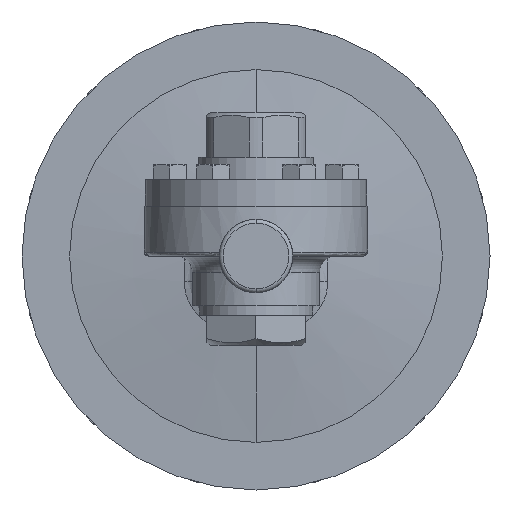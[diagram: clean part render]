
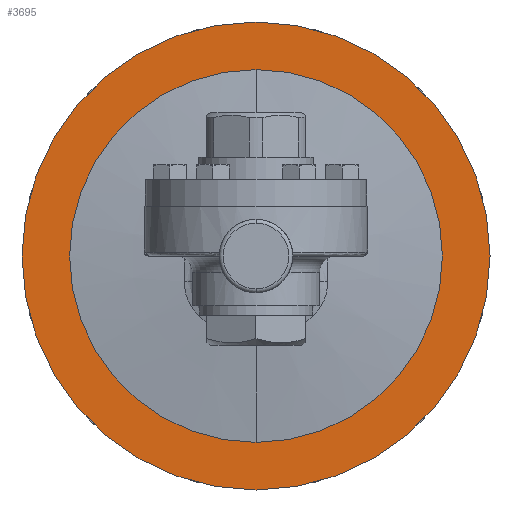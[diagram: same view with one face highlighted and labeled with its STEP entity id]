
A CAD part, front view. The second image highlights one B-rep face of the part: STEP entity #3695.
In plain terms, the highlighted planar face has unit normal (0, -1, 0).
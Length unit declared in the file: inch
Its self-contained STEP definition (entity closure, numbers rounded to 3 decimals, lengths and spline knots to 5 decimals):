
#304 = CIRCLE ( 'NONE', #12691, 3.565 ) ;
#891 = EDGE_CURVE ( 'NONE', #12831, #4612, #9474, .T. ) ;
#955 = DIRECTION ( 'NONE',  ( 0., -1., 0. ) ) ;
#1650 = VERTEX_POINT ( 'NONE', #12529 ) ;
#2240 = CARTESIAN_POINT ( 'NONE',  ( 0., 2.25, 2.84 ) ) ;
#2722 = ORIENTED_EDGE ( 'NONE', *, *, #12315, .T. ) ;
#3150 = AXIS2_PLACEMENT_3D ( 'NONE', #12241, #12194, #12138 ) ;
#3238 = EDGE_LOOP ( 'NONE', ( #7914, #7088 ) ) ;
#3433 = CARTESIAN_POINT ( 'NONE',  ( 0., 2.25, 3.565 ) ) ;
#3692 = ORIENTED_EDGE ( 'NONE', *, *, #12180, .T. ) ;
#3695 = ADVANCED_FACE ( 'NONE', ( #4880, #13795 ), #13215, .T. ) ;
#3911 = CARTESIAN_POINT ( 'NONE',  ( 0., 2.25, 0. ) ) ;
#4324 = CIRCLE ( 'NONE', #5633, 3.565 ) ;
#4612 = VERTEX_POINT ( 'NONE', #11052 ) ;
#4743 = CARTESIAN_POINT ( 'NONE',  ( 0., 2.25, 0. ) ) ;
#4880 = FACE_BOUND ( 'NONE', #3238, .T. ) ;
#5049 = DIRECTION ( 'NONE',  ( 0., 0., -1. ) ) ;
#5400 = CARTESIAN_POINT ( 'NONE',  ( 0., 2.25, -3.655 ) ) ;
#5522 = CARTESIAN_POINT ( 'NONE',  ( 0., 2.25, 0. ) ) ;
#5524 = VERTEX_POINT ( 'NONE', #3433 ) ;
#5633 = AXIS2_PLACEMENT_3D ( 'NONE', #3911, #11756, #5049 ) ;
#5873 = DIRECTION ( 'NONE',  ( 0., 0., -1. ) ) ;
#6110 = AXIS2_PLACEMENT_3D ( 'NONE', #5400, #955, #8791 ) ;
#6656 = DIRECTION ( 'NONE',  ( 0., 0., -1. ) ) ;
#7053 = CIRCLE ( 'NONE', #7766, 2.84 ) ;
#7088 = ORIENTED_EDGE ( 'NONE', *, *, #8654, .F. ) ;
#7766 = AXIS2_PLACEMENT_3D ( 'NONE', #4743, #12587, #5873 ) ;
#7914 = ORIENTED_EDGE ( 'NONE', *, *, #891, .F. ) ;
#8654 = EDGE_CURVE ( 'NONE', #4612, #12831, #7053, .T. ) ;
#8791 = DIRECTION ( 'NONE',  ( 0., 0., -1. ) ) ;
#9474 = CIRCLE ( 'NONE', #3150, 2.84 ) ;
#11052 = CARTESIAN_POINT ( 'NONE',  ( 0., 2.25, -2.84 ) ) ;
#11495 = EDGE_LOOP ( 'NONE', ( #3692, #2722 ) ) ;
#11756 = DIRECTION ( 'NONE',  ( 0., -1., 0. ) ) ;
#12138 = DIRECTION ( 'NONE',  ( 0., 0., -1. ) ) ;
#12180 = EDGE_CURVE ( 'NONE', #1650, #5524, #4324, .T. ) ;
#12194 = DIRECTION ( 'NONE',  ( 0., -1., 0. ) ) ;
#12241 = CARTESIAN_POINT ( 'NONE',  ( 0., 2.25, 0. ) ) ;
#12315 = EDGE_CURVE ( 'NONE', #5524, #1650, #304, .T. ) ;
#12529 = CARTESIAN_POINT ( 'NONE',  ( 0., 2.25, -3.565 ) ) ;
#12587 = DIRECTION ( 'NONE',  ( 0., -1., 0. ) ) ;
#12691 = AXIS2_PLACEMENT_3D ( 'NONE', #5522, #13332, #6656 ) ;
#12831 = VERTEX_POINT ( 'NONE', #2240 ) ;
#13215 = PLANE ( 'NONE',  #6110 ) ;
#13332 = DIRECTION ( 'NONE',  ( 0., -1., 0. ) ) ;
#13795 = FACE_OUTER_BOUND ( 'NONE', #11495, .T. ) ;
